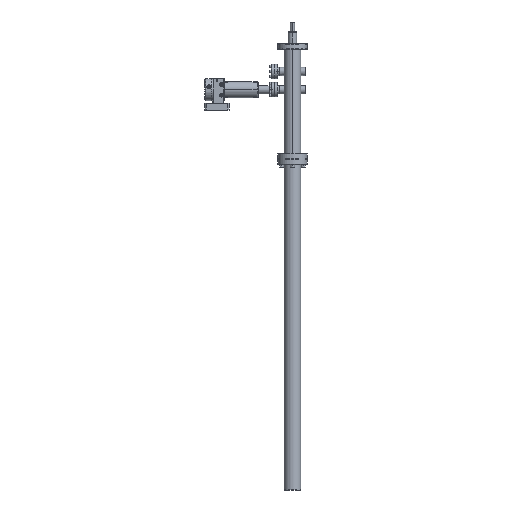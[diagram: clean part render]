
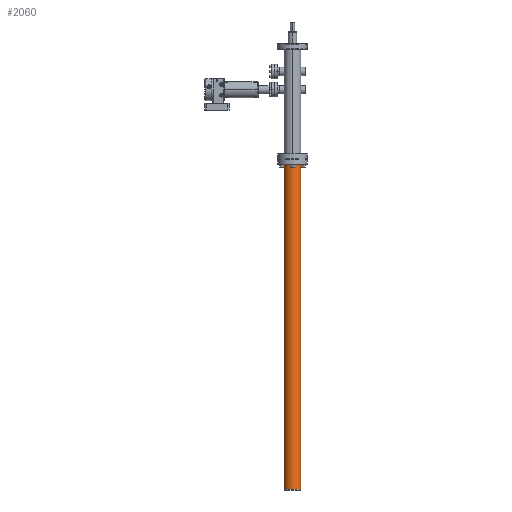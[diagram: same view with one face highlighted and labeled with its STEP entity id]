
A CAD part, left-side view. The second image highlights one B-rep face of the part: STEP entity #2060.
In plain terms, the highlighted cylindrical face has radius 19.05 mm (diameter 38.1 mm), a partial arc.
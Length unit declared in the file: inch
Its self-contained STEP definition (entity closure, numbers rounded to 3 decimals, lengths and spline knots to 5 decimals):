
#899 = CARTESIAN_POINT ( 'NONE',  ( 0., 0.75, -5.496 ) ) ;
#901 = CARTESIAN_POINT ( 'NONE',  ( 0., -0.75, -5.496 ) ) ;
#2060 = ADVANCED_FACE ( 'NONE', ( #27321 ), #23862, .T. ) ;
#2637 = VERTEX_POINT ( 'NONE', #30778 ) ;
#2883 = VERTEX_POINT ( 'NONE', #31200 ) ;
#4576 = ORIENTED_EDGE ( 'NONE', *, *, #8012, .F. ) ;
#4577 = ORIENTED_EDGE ( 'NONE', *, *, #8058, .T. ) ;
#4578 = ORIENTED_EDGE ( 'NONE', *, *, #7977, .T. ) ;
#4579 = ORIENTED_EDGE ( 'NONE', *, *, #8053, .F. ) ;
#7977 = EDGE_CURVE ( 'NONE', #2637, #2883, #42828, .T. ) ;
#8012 = EDGE_CURVE ( 'NONE', #34562, #34564, #42876, .T. ) ;
#8053 = EDGE_CURVE ( 'NONE', #2637, #34562, #42911, .T. ) ;
#8058 = EDGE_CURVE ( 'NONE', #2883, #34564, #42918, .T. ) ;
#8340 = EDGE_LOOP ( 'NONE', ( #4579, #4578, #4577, #4576 ) ) ;
#23862 = CYLINDRICAL_SURFACE ( 'NONE', #24217, 0.75 ) ;
#24217 = AXIS2_PLACEMENT_3D ( 'NONE', #26321, #26309, #26289 ) ;
#26289 = DIRECTION ( 'NONE',  ( 0., -1., 0. ) ) ;
#26309 = DIRECTION ( 'NONE',  ( 0., 0., 1. ) ) ;
#26321 = CARTESIAN_POINT ( 'NONE',  ( 0., 0., -35.574 ) ) ;
#27321 = FACE_OUTER_BOUND ( 'NONE', #8340, .T. ) ;
#30778 = CARTESIAN_POINT ( 'NONE',  ( 0., 0.75, -35.574 ) ) ;
#31200 = CARTESIAN_POINT ( 'NONE',  ( 0., -0.75, -35.574 ) ) ;
#34562 = VERTEX_POINT ( 'NONE', #899 ) ;
#34564 = VERTEX_POINT ( 'NONE', #901 ) ;
#38079 = AXIS2_PLACEMENT_3D ( 'NONE', #42029, #42030, #42031 ) ;
#38100 = AXIS2_PLACEMENT_3D ( 'NONE', #42269, #42273, #42274 ) ;
#42029 = CARTESIAN_POINT ( 'NONE',  ( 0., 0., -35.574 ) ) ;
#42030 = DIRECTION ( 'NONE',  ( 0., 0., 1. ) ) ;
#42031 = DIRECTION ( 'NONE',  ( 0., -1., 0. ) ) ;
#42269 = CARTESIAN_POINT ( 'NONE',  ( 0., 0., -5.496 ) ) ;
#42273 = DIRECTION ( 'NONE',  ( 0., 0., 1. ) ) ;
#42274 = DIRECTION ( 'NONE',  ( 0., -1., 0. ) ) ;
#42828 = CIRCLE ( 'NONE', #38079, 0.75 ) ;
#42876 = CIRCLE ( 'NONE', #38100, 0.75 ) ;
#42911 = LINE ( 'NONE', #43715, #42914 ) ;
#42914 = VECTOR ( 'NONE', #43716, 39.37008 ) ;
#42918 = LINE ( 'NONE', #43758, #42919 ) ;
#42919 = VECTOR ( 'NONE', #43759, 39.37008 ) ;
#43715 = CARTESIAN_POINT ( 'NONE',  ( 0., 0.75, -35.574 ) ) ;
#43716 = DIRECTION ( 'NONE',  ( 0., 0., 1. ) ) ;
#43758 = CARTESIAN_POINT ( 'NONE',  ( 0., -0.75, -35.574 ) ) ;
#43759 = DIRECTION ( 'NONE',  ( 0., 0., 1. ) ) ;
